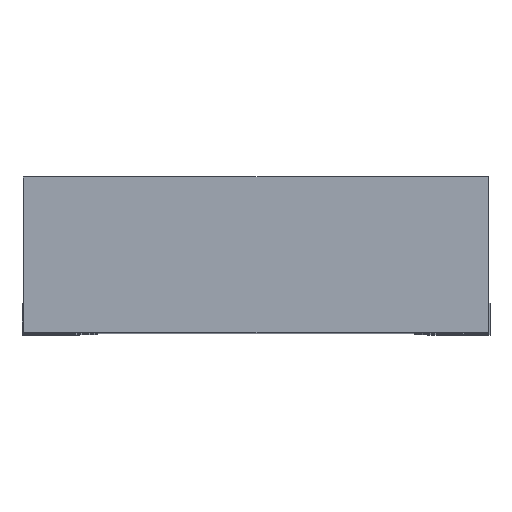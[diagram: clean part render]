
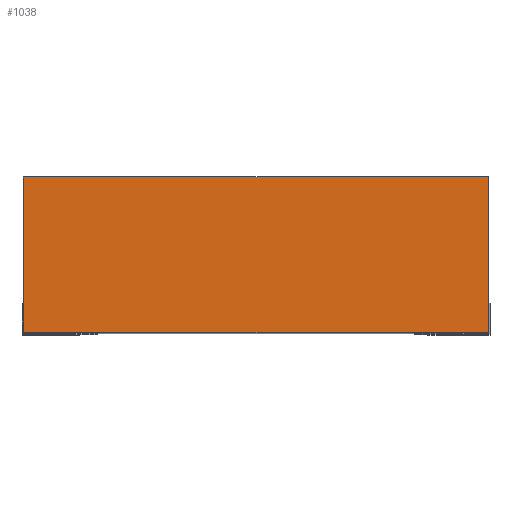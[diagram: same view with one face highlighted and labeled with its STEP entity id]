
A CAD part, top view. The second image highlights one B-rep face of the part: STEP entity #1038.
In plain terms, the highlighted planar face has unit normal (0, 0, 1).
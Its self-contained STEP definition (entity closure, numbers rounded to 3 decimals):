
#109 = DIRECTION ( 'NONE',  ( 0., 0., -1. ) ) ;
#292 = VERTEX_POINT ( 'NONE', #2219 ) ;
#312 = CARTESIAN_POINT ( 'NONE',  ( -1.55, 1.04, 1.05 ) ) ;
#402 = EDGE_CURVE ( 'NONE', #628, #1247, #1177, .T. ) ;
#502 = ORIENTED_EDGE ( 'NONE', *, *, #922, .T. ) ;
#545 = CARTESIAN_POINT ( 'NONE',  ( 1.55, 0., 1.05 ) ) ;
#556 = DIRECTION ( 'NONE',  ( -1., 0., 0. ) ) ;
#628 = VERTEX_POINT ( 'NONE', #1553 ) ;
#805 = ORIENTED_EDGE ( 'NONE', *, *, #1594, .F. ) ;
#838 = AXIS2_PLACEMENT_3D ( 'NONE', #312, #109, #556 ) ;
#901 = DIRECTION ( 'NONE',  ( 0., -1., 0. ) ) ;
#922 = EDGE_CURVE ( 'NONE', #1247, #2658, #942, .T. ) ;
#942 = LINE ( 'NONE', #2892, #2306 ) ;
#1030 = FACE_OUTER_BOUND ( 'NONE', #2330, .T. ) ;
#1038 = ADVANCED_FACE ( 'NONE', ( #1030 ), #1539, .F. ) ;
#1056 = EDGE_CURVE ( 'NONE', #292, #2658, #2299, .T. ) ;
#1171 = DIRECTION ( 'NONE',  ( 1., 0., 0. ) ) ;
#1177 = LINE ( 'NONE', #1600, #2917 ) ;
#1247 = VERTEX_POINT ( 'NONE', #2856 ) ;
#1539 = PLANE ( 'NONE',  #838 ) ;
#1547 = ORIENTED_EDGE ( 'NONE', *, *, #1056, .F. ) ;
#1553 = CARTESIAN_POINT ( 'NONE',  ( -1.55, 1.04, 1.05 ) ) ;
#1594 = EDGE_CURVE ( 'NONE', #628, #292, #2783, .T. ) ;
#1600 = CARTESIAN_POINT ( 'NONE',  ( -1.55, 1.04, 1.05 ) ) ;
#1970 = VECTOR ( 'NONE', #3037, 1000. ) ;
#2219 = CARTESIAN_POINT ( 'NONE',  ( 1.55, 1.04, 1.05 ) ) ;
#2271 = ORIENTED_EDGE ( 'NONE', *, *, #402, .T. ) ;
#2299 = LINE ( 'NONE', #2547, #2420 ) ;
#2306 = VECTOR ( 'NONE', #1171, 1000. ) ;
#2330 = EDGE_LOOP ( 'NONE', ( #502, #1547, #805, #2271 ) ) ;
#2420 = VECTOR ( 'NONE', #2777, 1000. ) ;
#2547 = CARTESIAN_POINT ( 'NONE',  ( 1.55, 1.04, 1.05 ) ) ;
#2609 = CARTESIAN_POINT ( 'NONE',  ( -1.55, 1.04, 1.05 ) ) ;
#2658 = VERTEX_POINT ( 'NONE', #545 ) ;
#2777 = DIRECTION ( 'NONE',  ( 0., -1., 0. ) ) ;
#2783 = LINE ( 'NONE', #2609, #1970 ) ;
#2856 = CARTESIAN_POINT ( 'NONE',  ( -1.55, 0., 1.05 ) ) ;
#2892 = CARTESIAN_POINT ( 'NONE',  ( -1.55, 0., 1.05 ) ) ;
#2917 = VECTOR ( 'NONE', #901, 1000. ) ;
#3037 = DIRECTION ( 'NONE',  ( 1., 0., 0. ) ) ;
